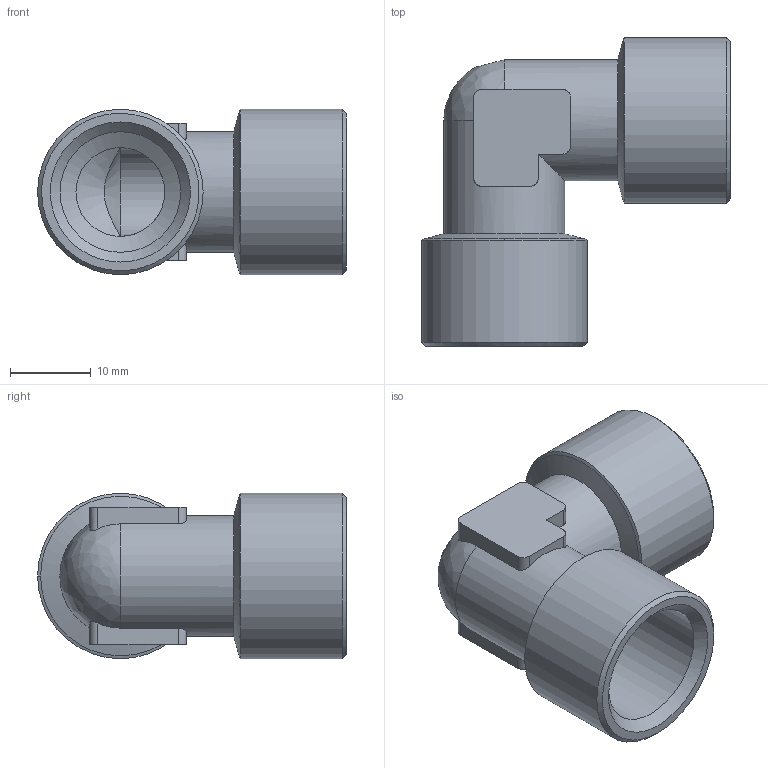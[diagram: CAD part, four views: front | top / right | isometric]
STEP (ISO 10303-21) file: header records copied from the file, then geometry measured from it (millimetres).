
FILE_DESCRIPTION (( 'STEP AP214' ), '1' );
FILE_NAME ('0501000010400A.STEP', '2013-08-07T14:57:34', ( 'ST01' ), ( '' ), 'SwSTEP 2.0', 'SolidWorks 2012', '' );
FILE_SCHEMA (( 'AUTOMOTIVE_DESIGN' ));
Length unit declared in the file: millimetre
Products named in the file (1): 0501000010400A
Bounding box: 38.25 x 38.25 x 20.5 mm (x, y, z)
Volume: 7080.5 mm3; surface area: 5943.9 mm2
Topology: 1 solids, 1 shells, 49 faces, 129 edges, 81 vertices
Faces by surface type: cylinder 18, plane 16, cone 10, bspline 5
Full cylindrical faces by diameter (mm): 11 x2, 14.95 x2, 15 x2, 20.5 x2
Entity records: 2338 total; most frequent: CARTESIAN_POINT 1269, ORIENTED_EDGE 218, DIRECTION 182, EDGE_CURVE 109, VERTEX_POINT 78, AXIS2_PLACEMENT_3D 70, EDGE_LOOP 67, FACE_OUTER_BOUND 57
